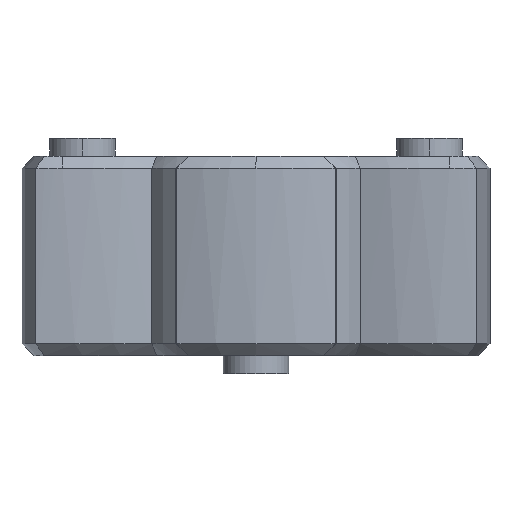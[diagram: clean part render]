
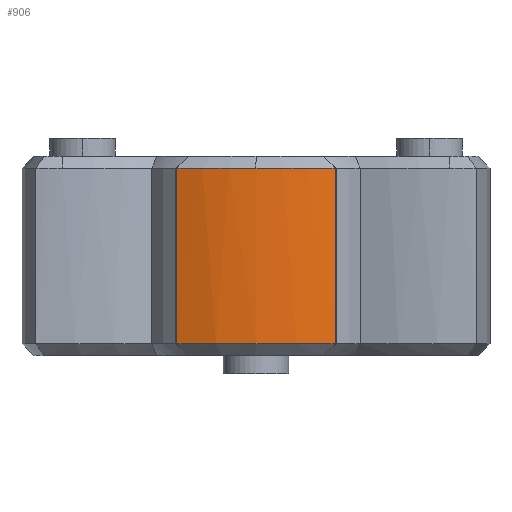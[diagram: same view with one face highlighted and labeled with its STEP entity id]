
A CAD part, left-side view. The second image highlights one B-rep face of the part: STEP entity #906.
In plain terms, the highlighted cylindrical face has radius 9.982 mm (diameter 19.964 mm), a partial arc.
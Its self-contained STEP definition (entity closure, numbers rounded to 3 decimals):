
#138 = ORIENTED_EDGE ( 'NONE', *, *, #864, .T. ) ;
#182 = VECTOR ( 'NONE', #790, 1000. ) ;
#232 = LINE ( 'NONE', #1148, #2089 ) ;
#248 = ORIENTED_EDGE ( 'NONE', *, *, #313, .T. ) ;
#258 = AXIS2_PLACEMENT_3D ( 'NONE', #789, #2062, #967 ) ;
#313 = EDGE_CURVE ( 'NONE', #1516, #1011, #928, .T. ) ;
#380 = CARTESIAN_POINT ( 'NONE',  ( -9.395, -3.373, 3.746 ) ) ;
#389 = EDGE_CURVE ( 'NONE', #876, #578, #660, .T. ) ;
#451 = DIRECTION ( 'NONE',  ( 0., 0., -1. ) ) ;
#578 = VERTEX_POINT ( 'NONE', #1106 ) ;
#588 = AXIS2_PLACEMENT_3D ( 'NONE', #1523, #1532, #2078 ) ;
#660 = CIRCLE ( 'NONE', #258, 9.982 ) ;
#685 = CARTESIAN_POINT ( 'NONE',  ( 0., 0., 3.746 ) ) ;
#788 = ORIENTED_EDGE ( 'NONE', *, *, #1496, .T. ) ;
#789 = CARTESIAN_POINT ( 'NONE',  ( 0., 0., -3.747 ) ) ;
#790 = DIRECTION ( 'NONE',  ( 0., 0., 1. ) ) ;
#852 = DIRECTION ( 'NONE',  ( 1., 0., 0. ) ) ;
#864 = EDGE_CURVE ( 'NONE', #2323, #1516, #1069, .T. ) ;
#876 = VERTEX_POINT ( 'NONE', #2245 ) ;
#906 = ADVANCED_FACE ( 'NONE', ( #1978 ), #948, .T. ) ;
#928 = CIRCLE ( 'NONE', #1624, 9.982 ) ;
#948 = CYLINDRICAL_SURFACE ( 'NONE', #588, 9.982 ) ;
#967 = DIRECTION ( 'NONE',  ( -1., 0., 0. ) ) ;
#1011 = VERTEX_POINT ( 'NONE', #2253 ) ;
#1069 = CIRCLE ( 'NONE', #2041, 9.982 ) ;
#1106 = CARTESIAN_POINT ( 'NONE',  ( -9.395, -3.373, -3.747 ) ) ;
#1148 = CARTESIAN_POINT ( 'NONE',  ( -9.395, -3.373, -4.255 ) ) ;
#1285 = EDGE_LOOP ( 'NONE', ( #788, #138, #248, #1882, #1461 ) ) ;
#1461 = ORIENTED_EDGE ( 'NONE', *, *, #389, .T. ) ;
#1496 = EDGE_CURVE ( 'NONE', #578, #2323, #232, .T. ) ;
#1502 = EDGE_CURVE ( 'NONE', #876, #1011, #1602, .T. ) ;
#1513 = CARTESIAN_POINT ( 'NONE',  ( 0., 0., 3.746 ) ) ;
#1516 = VERTEX_POINT ( 'NONE', #1688 ) ;
#1523 = CARTESIAN_POINT ( 'NONE',  ( 0., 0., -4.255 ) ) ;
#1532 = DIRECTION ( 'NONE',  ( 0., 0., 1. ) ) ;
#1602 = LINE ( 'NONE', #2064, #182 ) ;
#1624 = AXIS2_PLACEMENT_3D ( 'NONE', #685, #1939, #852 ) ;
#1688 = CARTESIAN_POINT ( 'NONE',  ( -9.982, 0., 3.746 ) ) ;
#1691 = DIRECTION ( 'NONE',  ( 1., 0., 0. ) ) ;
#1882 = ORIENTED_EDGE ( 'NONE', *, *, #1502, .F. ) ;
#1939 = DIRECTION ( 'NONE',  ( 0., 0., -1. ) ) ;
#1978 = FACE_OUTER_BOUND ( 'NONE', #1285, .T. ) ;
#2041 = AXIS2_PLACEMENT_3D ( 'NONE', #1513, #451, #1691 ) ;
#2062 = DIRECTION ( 'NONE',  ( 0., 0., 1. ) ) ;
#2064 = CARTESIAN_POINT ( 'NONE',  ( -9.395, 3.373, -4.255 ) ) ;
#2078 = DIRECTION ( 'NONE',  ( 1., 0., 0. ) ) ;
#2089 = VECTOR ( 'NONE', #2238, 1000. ) ;
#2238 = DIRECTION ( 'NONE',  ( 0., 0., 1. ) ) ;
#2245 = CARTESIAN_POINT ( 'NONE',  ( -9.395, 3.373, -3.747 ) ) ;
#2253 = CARTESIAN_POINT ( 'NONE',  ( -9.395, 3.373, 3.746 ) ) ;
#2323 = VERTEX_POINT ( 'NONE', #380 ) ;
